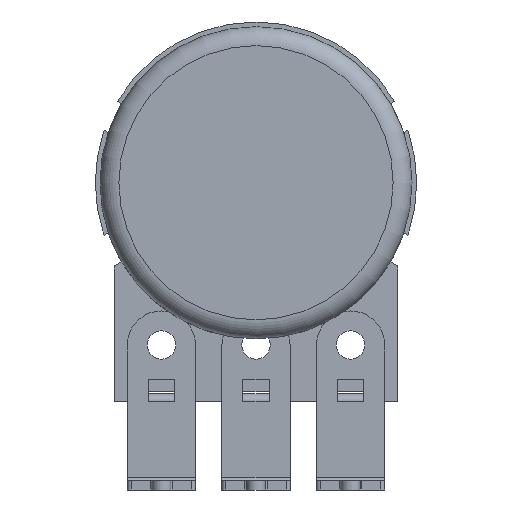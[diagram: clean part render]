
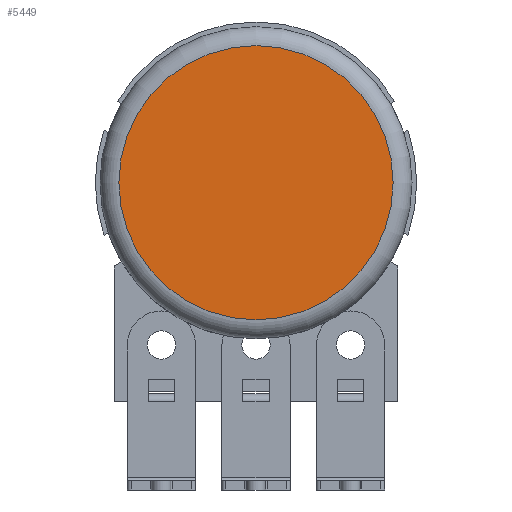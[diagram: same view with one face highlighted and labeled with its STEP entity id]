
A CAD part, front view. The second image highlights one B-rep face of the part: STEP entity #5449.
In plain terms, the highlighted planar face has unit normal (0, -1, 0).
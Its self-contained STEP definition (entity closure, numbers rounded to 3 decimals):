
#196=CIRCLE('',#5755,7.25);
#673=ORIENTED_EDGE('',*,*,#1738,.T.);
#1738=EDGE_CURVE('',#2258,#2258,#196,.F.);
#2258=VERTEX_POINT('',#9727);
#3320=EDGE_LOOP('',(#673));
#3565=FACE_BOUND('',#3320,.T.);
#3762=PLANE('',#5754);
#5449=ADVANCED_FACE('',(#3565),#3762,.F.);
#5754=AXIS2_PLACEMENT_3D('',#9725,#6501,#6502);
#5755=AXIS2_PLACEMENT_3D('',#9726,#6503,#6504);
#6501=DIRECTION('',(0.,1.,0.));
#6502=DIRECTION('',(0.,0.,-1.));
#6503=DIRECTION('',(0.,1.,0.));
#6504=DIRECTION('',(0.,0.,-1.));
#9725=CARTESIAN_POINT('',(0.,-6.51,0.));
#9726=CARTESIAN_POINT('',(0.,-6.51,0.));
#9727=CARTESIAN_POINT('',(0.,-6.51,-7.25));
